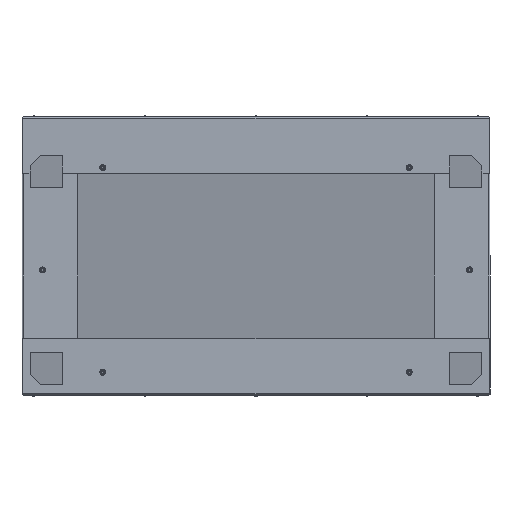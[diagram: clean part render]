
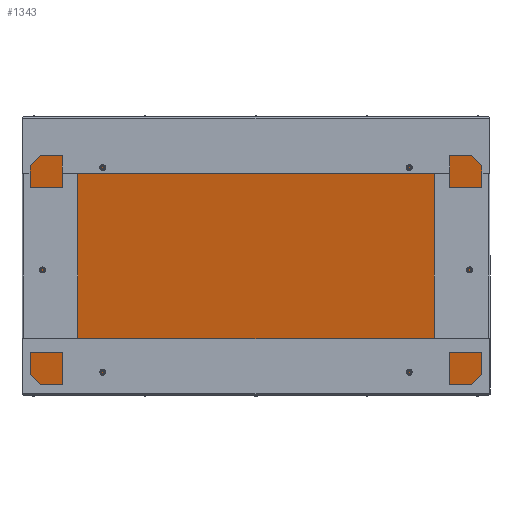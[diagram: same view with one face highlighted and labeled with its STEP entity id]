
A CAD part, front view. The second image highlights one B-rep face of the part: STEP entity #1343.
In plain terms, the highlighted planar face has unit normal (0, -0.981, -0.196).
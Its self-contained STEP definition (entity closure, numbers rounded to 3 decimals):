
#26 = ORIENTED_EDGE ( 'NONE', *, *, #1516, .F. ) ;
#259 = CARTESIAN_POINT ( 'NONE',  ( 418., 119.019, -500.196 ) ) ;
#318 = CARTESIAN_POINT ( 'NONE',  ( 418., 118.541, -497.804 ) ) ;
#435 = LINE ( 'NONE', #6498, #3598 ) ;
#592 = CARTESIAN_POINT ( 'NONE',  ( -418., 19.341, -1.804 ) ) ;
#1074 = CARTESIAN_POINT ( 'NONE',  ( 418., 119.019, -500.196 ) ) ;
#1343 = ADVANCED_FACE ( 'NONE', ( #5217 ), #6925, .T. ) ;
#1360 = EDGE_CURVE ( 'NONE', #6755, #3626, #1654, .T. ) ;
#1516 = EDGE_CURVE ( 'NONE', #6263, #3794, #435, .T. ) ;
#1654 = LINE ( 'NONE', #1074, #4746 ) ;
#2039 = CARTESIAN_POINT ( 'NONE',  ( -418., 118.541, -497.804 ) ) ;
#2346 = AXIS2_PLACEMENT_3D ( 'NONE', #259, #2480, #5789 ) ;
#2474 = LINE ( 'NONE', #318, #6963 ) ;
#2480 = DIRECTION ( 'NONE',  ( 0., -0.981, -0.196 ) ) ;
#2670 = ORIENTED_EDGE ( 'NONE', *, *, #6139, .F. ) ;
#2686 = LINE ( 'NONE', #5382, #3469 ) ;
#3220 = DIRECTION ( 'NONE',  ( -1., 0., 0. ) ) ;
#3452 = EDGE_LOOP ( 'NONE', ( #26, #2670, #5788, #4545 ) ) ;
#3469 = VECTOR ( 'NONE', #3220, 1000. ) ;
#3598 = VECTOR ( 'NONE', #3773, 1000. ) ;
#3626 = VERTEX_POINT ( 'NONE', #6363 ) ;
#3726 = CARTESIAN_POINT ( 'NONE',  ( 418., 118.541, -497.804 ) ) ;
#3773 = DIRECTION ( 'NONE',  ( 0., -0.196, 0.981 ) ) ;
#3794 = VERTEX_POINT ( 'NONE', #592 ) ;
#4315 = DIRECTION ( 'NONE',  ( 0., -0.196, 0.981 ) ) ;
#4543 = EDGE_CURVE ( 'NONE', #3626, #3794, #2686, .T. ) ;
#4545 = ORIENTED_EDGE ( 'NONE', *, *, #4543, .T. ) ;
#4746 = VECTOR ( 'NONE', #4315, 1000. ) ;
#5217 = FACE_OUTER_BOUND ( 'NONE', #3452, .T. ) ;
#5382 = CARTESIAN_POINT ( 'NONE',  ( 418., 19.341, -1.804 ) ) ;
#5788 = ORIENTED_EDGE ( 'NONE', *, *, #1360, .T. ) ;
#5789 = DIRECTION ( 'NONE',  ( 0., 0.196, -0.981 ) ) ;
#6139 = EDGE_CURVE ( 'NONE', #6755, #6263, #2474, .T. ) ;
#6263 = VERTEX_POINT ( 'NONE', #2039 ) ;
#6363 = CARTESIAN_POINT ( 'NONE',  ( 418., 19.341, -1.804 ) ) ;
#6385 = DIRECTION ( 'NONE',  ( -1., 0., 0. ) ) ;
#6498 = CARTESIAN_POINT ( 'NONE',  ( -418., 119.019, -500.196 ) ) ;
#6755 = VERTEX_POINT ( 'NONE', #3726 ) ;
#6925 = PLANE ( 'NONE',  #2346 ) ;
#6963 = VECTOR ( 'NONE', #6385, 1000. ) ;
